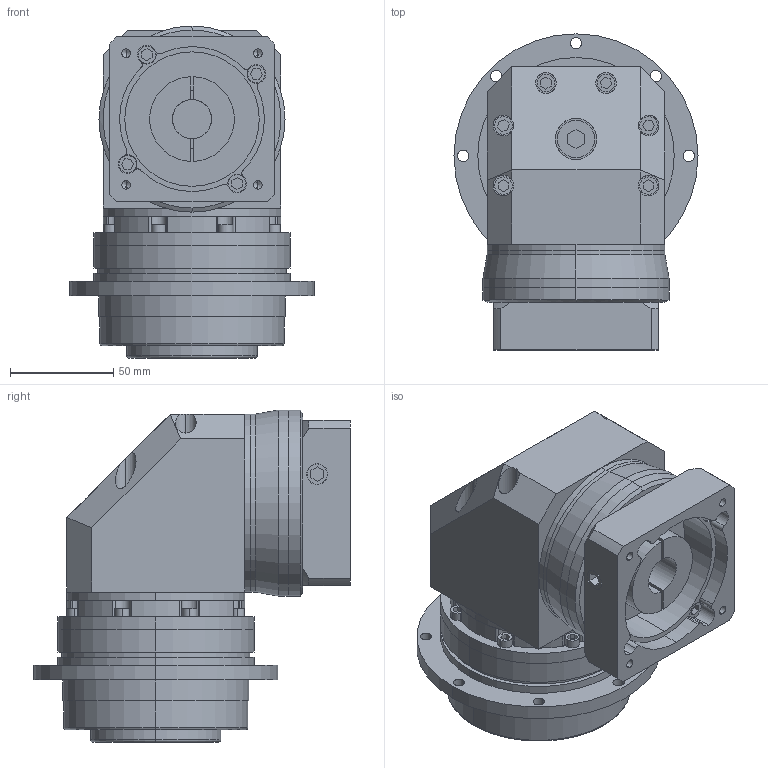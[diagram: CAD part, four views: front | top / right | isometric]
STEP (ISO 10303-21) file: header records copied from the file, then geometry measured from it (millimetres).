
FILE_DESCRIPTION (( 'STEP AP214' ), '1' );
FILE_NAME ('VGZH90等撰耀倰 源80.STEP', '2018-05-09T07:47:04', ( 'Windows' ), ( 'Microsoft' ), 'SwSTEP 2.0', 'SolidWorks 2016', '' );
FILE_SCHEMA (( 'AUTOMOTIVE_DESIGN' ));
Length unit declared in the file: millimetre
Products named in the file (1): VGZH90等撰耀倰 源80
Bounding box: 118 x 153 x 160.5 mm (x, y, z)
Volume: 1182539.4 mm3; surface area: 165452.4 mm2
Topology: 5 solids, 5 shells, 492 faces, 1204 edges, 772 vertices
Faces by surface type: plane 246, cylinder 210, cone 30, torus 6
Entity records: 15119 total; most frequent: DIRECTION 2598, CARTESIAN_POINT 2525, ORIENTED_EDGE 2364, EDGE_CURVE 1182, AXIS2_PLACEMENT_3D 949, VERTEX_POINT 772, LINE 700, VECTOR 700
